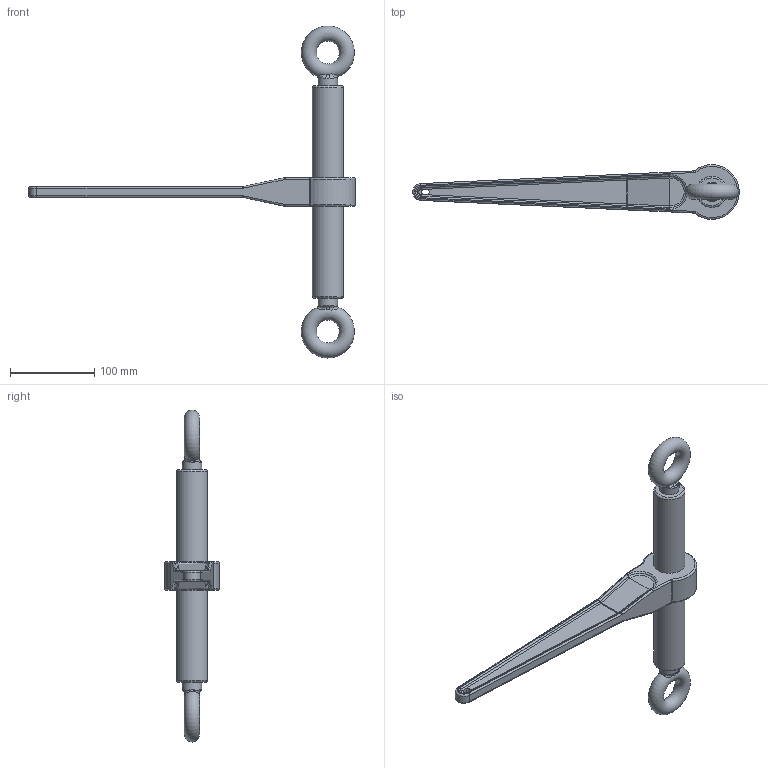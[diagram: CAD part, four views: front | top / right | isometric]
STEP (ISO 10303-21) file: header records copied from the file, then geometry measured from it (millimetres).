
FILE_DESCRIPTION(/* description */ (''),/* implementation_level */ '2;1');
FILE_NAME(/* name */ 'pewag_RSWP_10',/* time_stamp */ '2010-02-17T08:08:49+01:00',/* author */ (''),/* organization */ (''),/* preprocessor_version */ 'ST-DEVELOPER v9',/* originating_system */ 'UGS - NX 4.0',/* authorisation */ '');
FILE_SCHEMA (('AUTOMOTIVE_DESIGN { 1 0 10303 214 1 1 1 1 }'));
Length unit declared in the file: millimetre
Products named in the file (1): rit8629z2f8
Bounding box: 387.5 x 64.99 x 394 mm (x, y, z)
Volume: 570610 mm3; surface area: 87026.8 mm2
Topology: 1 solids, 1 shells, 370 faces, 966 edges, 594 vertices
Faces by surface type: extrusion 115, plane 101, bspline 74, cylinder 52, torus 20, sphere 8
Full cylindrical faces by diameter (mm): 23 x2, 37 x2
Entity records: 13438 total; most frequent: CARTESIAN_POINT 5613, ORIENTED_EDGE 1856, DIRECTION 1129, EDGE_CURVE 928, VERTEX_POINT 588, B_SPLINE_CURVE_WITH_KNOTS 553, VECTOR 445, EDGE_LOOP 400
